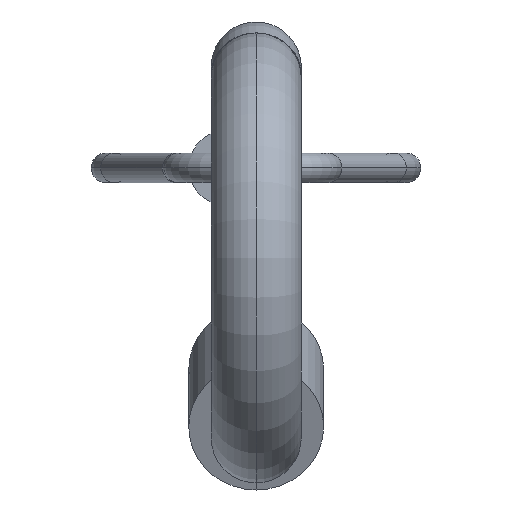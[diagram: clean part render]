
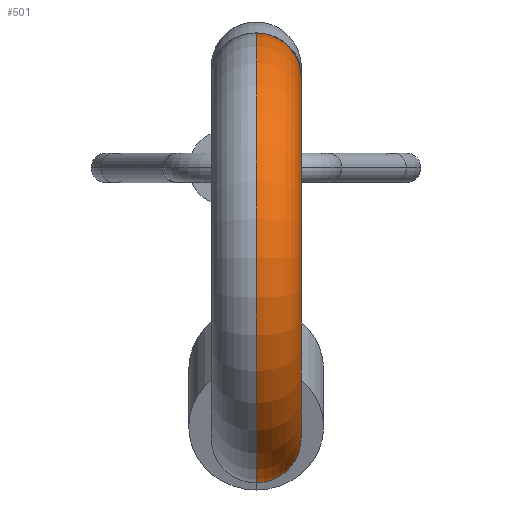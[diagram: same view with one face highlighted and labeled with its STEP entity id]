
A CAD part, left-side view. The second image highlights one B-rep face of the part: STEP entity #501.
In plain terms, the highlighted toroidal (fillet/blend) face has major radius 12 mm and minor radius 3 mm.
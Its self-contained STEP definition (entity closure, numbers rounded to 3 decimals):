
#81 = AXIS2_PLACEMENT_3D ( 'NONE', #1082, #2544, #2148 ) ;
#91 = ORIENTED_EDGE ( 'NONE', *, *, #462, .F. ) ;
#95 = ORIENTED_EDGE ( 'NONE', *, *, #2482, .T. ) ;
#262 = AXIS2_PLACEMENT_3D ( 'NONE', #428, #995, #2466 ) ;
#282 = DIRECTION ( 'NONE',  ( 0.938, 0.347, 0. ) ) ;
#362 = DIRECTION ( 'NONE',  ( 0., 0., -1. ) ) ;
#428 = CARTESIAN_POINT ( 'NONE',  ( 33.092, 6., 0. ) ) ;
#462 = EDGE_CURVE ( 'NONE', #1593, #776, #2622, .T. ) ;
#501 = ADVANCED_FACE ( 'NONE', ( #1661 ), #2094, .T. ) ;
#551 = CARTESIAN_POINT ( 'NONE',  ( 33.092, -9., 0. ) ) ;
#566 = CIRCLE ( 'NONE', #1931, 3. ) ;
#700 = DIRECTION ( 'NONE',  ( 0., 0., -1. ) ) ;
#746 = CIRCLE ( 'NONE', #81, 3. ) ;
#776 = VERTEX_POINT ( 'NONE', #551 ) ;
#893 = CARTESIAN_POINT ( 'NONE',  ( 33.092, 6., 0. ) ) ;
#900 = DIRECTION ( 'NONE',  ( 0., 0., -1. ) ) ;
#907 = CARTESIAN_POINT ( 'NONE',  ( 29.969, 14.441, 0. ) ) ;
#968 = DIRECTION ( 'NONE',  ( 0., 1., 0. ) ) ;
#995 = DIRECTION ( 'NONE',  ( 0., 0., -1. ) ) ;
#1078 = CIRCLE ( 'NONE', #1728, 9. ) ;
#1082 = CARTESIAN_POINT ( 'NONE',  ( 33.092, -6., 0. ) ) ;
#1093 = VERTEX_POINT ( 'NONE', #2537 ) ;
#1243 = VERTEX_POINT ( 'NONE', #907 ) ;
#1454 = CARTESIAN_POINT ( 'NONE',  ( 27.887, 20.068, 0. ) ) ;
#1488 = CARTESIAN_POINT ( 'NONE',  ( 28.928, 17.254, 0. ) ) ;
#1593 = VERTEX_POINT ( 'NONE', #1454 ) ;
#1661 = FACE_OUTER_BOUND ( 'NONE', #2276, .T. ) ;
#1728 = AXIS2_PLACEMENT_3D ( 'NONE', #893, #900, #2367 ) ;
#1749 = EDGE_CURVE ( 'NONE', #776, #1093, #746, .T. ) ;
#1813 = ORIENTED_EDGE ( 'NONE', *, *, #1918, .T. ) ;
#1918 = EDGE_CURVE ( 'NONE', #1243, #1093, #1078, .T. ) ;
#1931 = AXIS2_PLACEMENT_3D ( 'NONE', #1488, #282, #700 ) ;
#1985 = AXIS2_PLACEMENT_3D ( 'NONE', #2637, #362, #968 ) ;
#2092 = ORIENTED_EDGE ( 'NONE', *, *, #1749, .F. ) ;
#2094 = TOROIDAL_SURFACE ( 'NONE', #262, 12., 3. ) ;
#2148 = DIRECTION ( 'NONE',  ( 0., 0., -1. ) ) ;
#2276 = EDGE_LOOP ( 'NONE', ( #91, #95, #1813, #2092 ) ) ;
#2367 = DIRECTION ( 'NONE',  ( 0., 1., 0. ) ) ;
#2466 = DIRECTION ( 'NONE',  ( -1., 0., 0. ) ) ;
#2482 = EDGE_CURVE ( 'NONE', #1593, #1243, #566, .T. ) ;
#2537 = CARTESIAN_POINT ( 'NONE',  ( 33.092, -3., 0. ) ) ;
#2544 = DIRECTION ( 'NONE',  ( -1., 0., 0. ) ) ;
#2622 = CIRCLE ( 'NONE', #1985, 15. ) ;
#2637 = CARTESIAN_POINT ( 'NONE',  ( 33.092, 6., 0. ) ) ;
